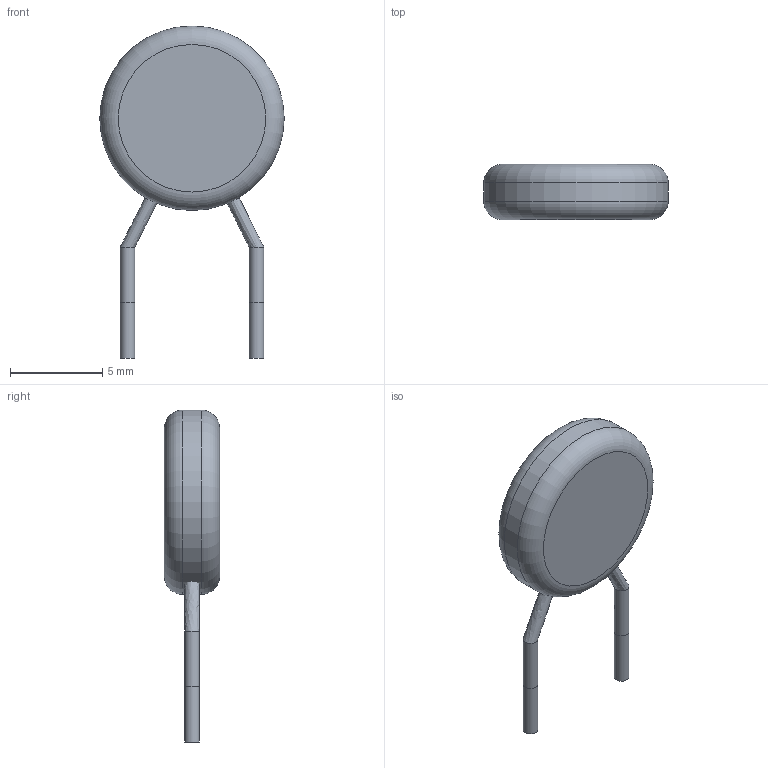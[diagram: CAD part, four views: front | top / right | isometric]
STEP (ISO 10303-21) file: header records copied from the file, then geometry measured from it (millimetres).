
FILE_DESCRIPTION(/* description */ ('','CAx-IF Rec.Pracs.---Representation and Presentation of Product Manufacturing Information (PMI)---4.0---2014-10-13'),/* implementation_level */ '2;1');
FILE_NAME(/* name */ 'MOV 10D_P7mm.step',/* time_stamp */ '2025-06-29T15:36:40+06:00',/* author */ (''),/* organization */ (''),/* preprocessor_version */ 'ST-DEVELOPER v20',/* originating_system */ 'Autodesk Translation Framework v13.20.0.188',/* authorisation */ '');
FILE_SCHEMA (('AP242_MANAGED_MODEL_BASED_3D_ENGINEERING_MIM_LF { 1 0 10303 442 3 1 4 }','AP242_MANAGED_MODEL_BASED_3D_ENGINEERING_MIM_LF { 1 0 10303 442 1 1 4 }'));
Length unit declared in the file: millimetre
Products named in the file (1): (Unsaved)
Bounding box: 10 x 3 x 18 mm (x, y, z)
Volume: 234.6 mm3; surface area: 287.4 mm2
Topology: 5 solids, 5 shells, 19 faces, 29 edges, 20 vertices
Faces by surface type: plane 10, cylinder 5, torus 2, bspline 2
Full cylindrical faces by diameter (mm): 0.8 x4, 10 x1
Entity records: 515 total; most frequent: CARTESIAN_POINT 105, DIRECTION 85, ORIENTED_EDGE 58, AXIS2_PLACEMENT_3D 40, EDGE_CURVE 29, CIRCLE 22, VERTEX_POINT 20, FACE_OUTER_BOUND 19
